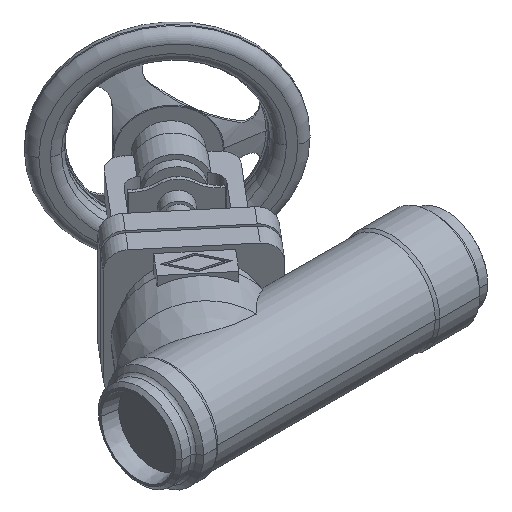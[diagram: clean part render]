
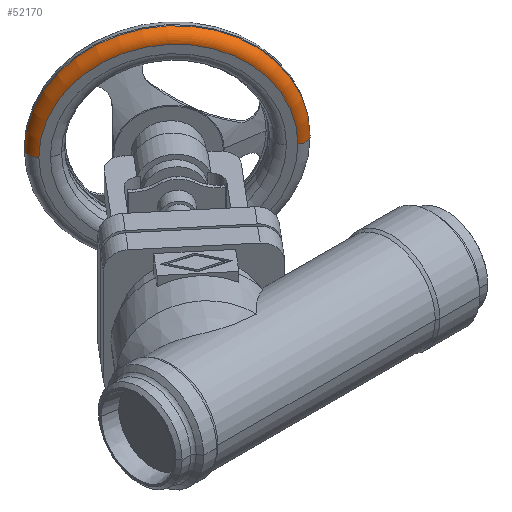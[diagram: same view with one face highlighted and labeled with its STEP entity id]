
A CAD part, isometric view. The second image highlights one B-rep face of the part: STEP entity #52170.
In plain terms, the highlighted toroidal (fillet/blend) face has major radius 68 mm and minor radius 7 mm.
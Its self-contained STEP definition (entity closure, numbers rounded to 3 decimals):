
#51410=CARTESIAN_POINT('',(256.952,129.36,0.));
#51420=VERTEX_POINT('',#51410);
#51620=CARTESIAN_POINT('',(142.045,225.778,0.));
#51630=VERTEX_POINT('',#51620);
#51660=CARTESIAN_POINT('',(199.498,177.569,0.));
#51670=DIRECTION('',(0.643,0.766,0.));
#51680=DIRECTION('',(0.766,-0.643,
0.));
#51690=AXIS2_PLACEMENT_3D('',#51660,#51670,#51680);
#51700=CIRCLE('',#51690,75.);
#51830=CARTESIAN_POINT('',(199.498,177.569,0.));
#51840=DIRECTION('',(0.643,0.766,0.));
#51850=DIRECTION('',(0.766,-0.643,0.));
#51860=AXIS2_PLACEMENT_3D('',#51830,#51840,#51850);
#51870=TOROIDAL_SURFACE('',#51860,68.,7.);
#51880=CARTESIAN_POINT('',(147.407,221.279,0.));
#51890=DIRECTION('',(0.,0.,1.));
#51900=DIRECTION('',(0.174,-0.985,0.));
#51910=AXIS2_PLACEMENT_3D('',#51880,#51890,#51900);
#51920=CIRCLE('',#51910,7.);
#51930=CARTESIAN_POINT('',(142.908,215.916,0.));
#51940=VERTEX_POINT('',#51930);
#51950=EDGE_CURVE('',#51630,#51940,#51920,.T.);
#51960=ORIENTED_EDGE('',*,*,#51950,.T.);
#51970=EDGE_CURVE('',#51630,#51420,#51700,.T.);
#51980=ORIENTED_EDGE('',*,*,#51970,.F.);
#51990=CARTESIAN_POINT('',(251.589,133.86,0.));
#52000=DIRECTION('',(0.,0.,-1.));
#52010=DIRECTION('',(-1.,0.,0.));
#52020=AXIS2_PLACEMENT_3D('',#51990,#52000,#52010);
#52030=CIRCLE('',#52020,7.);
#52040=CARTESIAN_POINT('',(247.09,128.497,0.));
#52050=VERTEX_POINT('',#52040);
#52060=EDGE_CURVE('',#51420,#52050,#52030,.T.);
#52070=ORIENTED_EDGE('',*,*,#52060,.F.);
#52080=CARTESIAN_POINT('',(194.999,172.207,0.));
#52090=DIRECTION('',(0.643,0.766,0.));
#52100=DIRECTION('',(0.766,-0.643,
0.));
#52110=AXIS2_PLACEMENT_3D('',#52080,#52090,#52100);
#52120=CIRCLE('',#52110,68.);
#52130=EDGE_CURVE('',#51940,#52050,#52120,.T.);
#52140=ORIENTED_EDGE('',*,*,#52130,.T.);
#52150=EDGE_LOOP('',(#52140,#52070,#51980,#51960));
#52160=FACE_OUTER_BOUND('',#52150,.T.);
#52170=ADVANCED_FACE('',(#52160),#51870,.T.);
